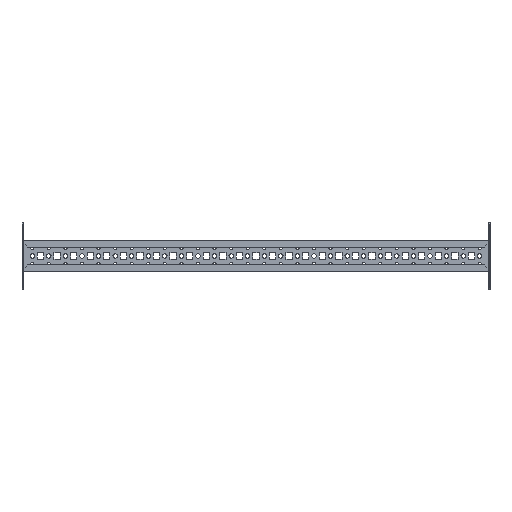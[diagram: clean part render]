
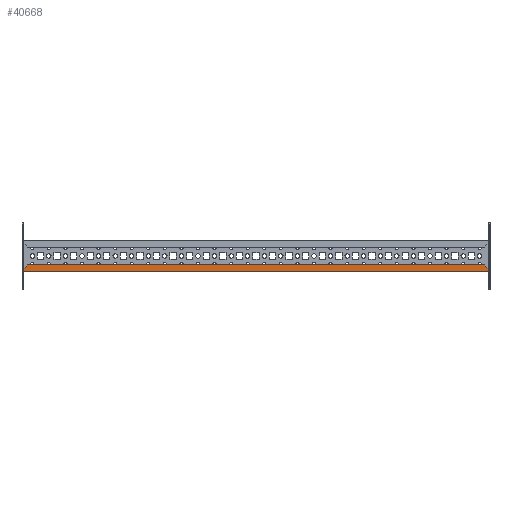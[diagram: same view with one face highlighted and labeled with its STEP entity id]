
A CAD part, front view. The second image highlights one B-rep face of the part: STEP entity #40668.
In plain terms, the highlighted planar face has unit normal (0, -1, 0).
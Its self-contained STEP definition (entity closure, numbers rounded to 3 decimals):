
#1054 = LINE ( 'NONE', #12867, #16461 ) ;
#2797 = DIRECTION ( 'NONE',  ( 0., 0., -1. ) ) ;
#4565 = VERTEX_POINT ( 'NONE', #35582 ) ;
#6228 = VERTEX_POINT ( 'NONE', #28797 ) ;
#7051 = EDGE_CURVE ( 'NONE', #40032, #4565, #28493, .T. ) ;
#7061 = LINE ( 'NONE', #21844, #34988 ) ;
#8346 = EDGE_CURVE ( 'NONE', #14130, #40032, #1054, .T. ) ;
#8662 = CARTESIAN_POINT ( 'NONE',  ( 350., -94., -18.5 ) ) ;
#8926 = CARTESIAN_POINT ( 'NONE',  ( 345., -94., -13.5 ) ) ;
#9037 = ORIENTED_EDGE ( 'NONE', *, *, #7051, .T. ) ;
#9145 = DIRECTION ( 'NONE',  ( -0.707, 0., -0.707 ) ) ;
#9907 = VECTOR ( 'NONE', #13211, 1000. ) ;
#10108 = LINE ( 'NONE', #48433, #44220 ) ;
#11731 = VERTEX_POINT ( 'NONE', #22473 ) ;
#11964 = ORIENTED_EDGE ( 'NONE', *, *, #19225, .T. ) ;
#12867 = CARTESIAN_POINT ( 'NONE',  ( 350., -94., 0. ) ) ;
#13211 = DIRECTION ( 'NONE',  ( -0.707, 0., 0.707 ) ) ;
#14130 = VERTEX_POINT ( 'NONE', #22592 ) ;
#15603 = ORIENTED_EDGE ( 'NONE', *, *, #48260, .T. ) ;
#15948 = LINE ( 'NONE', #23696, #18933 ) ;
#16282 = DIRECTION ( 'NONE',  ( 0., 0., -1. ) ) ;
#16461 = VECTOR ( 'NONE', #42939, 1000. ) ;
#17477 = ORIENTED_EDGE ( 'NONE', *, *, #46316, .T. ) ;
#18933 = VECTOR ( 'NONE', #9145, 1000. ) ;
#19225 = EDGE_CURVE ( 'NONE', #35945, #38844, #25561, .T. ) ;
#19319 = LINE ( 'NONE', #41879, #47453 ) ;
#20289 = CARTESIAN_POINT ( 'NONE',  ( 0., -94., 0. ) ) ;
#21446 = CARTESIAN_POINT ( 'NONE',  ( -350., -94., -23. ) ) ;
#21844 = CARTESIAN_POINT ( 'NONE',  ( -350., -94., 0. ) ) ;
#22473 = CARTESIAN_POINT ( 'NONE',  ( -350., -94., -20. ) ) ;
#22592 = CARTESIAN_POINT ( 'NONE',  ( 350., -94., -20. ) ) ;
#22838 = DIRECTION ( 'NONE',  ( 0., 0., -1. ) ) ;
#23301 = PLANE ( 'NONE',  #48950 ) ;
#23696 = CARTESIAN_POINT ( 'NONE',  ( -350., -94., -18.5 ) ) ;
#24499 = VERTEX_POINT ( 'NONE', #34944 ) ;
#24704 = CARTESIAN_POINT ( 'NONE',  ( 350., -94., -23. ) ) ;
#25414 = EDGE_CURVE ( 'NONE', #14130, #38844, #19319, .T. ) ;
#25561 = LINE ( 'NONE', #29074, #35684 ) ;
#26004 = LINE ( 'NONE', #45288, #49403 ) ;
#28493 = LINE ( 'NONE', #8926, #9907 ) ;
#28797 = CARTESIAN_POINT ( 'NONE',  ( -345., -94., -13.5 ) ) ;
#29074 = CARTESIAN_POINT ( 'NONE',  ( 0., -94., -23. ) ) ;
#29336 = EDGE_CURVE ( 'NONE', #11731, #35945, #10108, .T. ) ;
#30029 = DIRECTION ( 'NONE',  ( -1., 0., 0. ) ) ;
#32876 = ORIENTED_EDGE ( 'NONE', *, *, #25414, .F. ) ;
#33134 = DIRECTION ( 'NONE',  ( 0., 0., -1. ) ) ;
#34843 = DIRECTION ( 'NONE',  ( 0., 1., 0. ) ) ;
#34944 = CARTESIAN_POINT ( 'NONE',  ( -350., -94., -18.5 ) ) ;
#34988 = VECTOR ( 'NONE', #33134, 1000. ) ;
#35372 = EDGE_LOOP ( 'NONE', ( #39718, #17477, #15603, #47509, #11964, #32876, #37187, #9037 ) ) ;
#35582 = CARTESIAN_POINT ( 'NONE',  ( 345., -94., -13.5 ) ) ;
#35684 = VECTOR ( 'NONE', #44346, 1000. ) ;
#35945 = VERTEX_POINT ( 'NONE', #21446 ) ;
#37187 = ORIENTED_EDGE ( 'NONE', *, *, #8346, .T. ) ;
#38844 = VERTEX_POINT ( 'NONE', #24704 ) ;
#39718 = ORIENTED_EDGE ( 'NONE', *, *, #48590, .T. ) ;
#40032 = VERTEX_POINT ( 'NONE', #8662 ) ;
#40668 = ADVANCED_FACE ( 'NONE', ( #42119 ), #23301, .F. ) ;
#41879 = CARTESIAN_POINT ( 'NONE',  ( 350., -94., 0. ) ) ;
#42119 = FACE_OUTER_BOUND ( 'NONE', #35372, .T. ) ;
#42939 = DIRECTION ( 'NONE',  ( 0., 0., 1. ) ) ;
#44220 = VECTOR ( 'NONE', #2797, 1000. ) ;
#44346 = DIRECTION ( 'NONE',  ( 1., 0., 0. ) ) ;
#45288 = CARTESIAN_POINT ( 'NONE',  ( 0., -94., -13.5 ) ) ;
#46316 = EDGE_CURVE ( 'NONE', #6228, #24499, #15948, .T. ) ;
#47453 = VECTOR ( 'NONE', #22838, 1000. ) ;
#47509 = ORIENTED_EDGE ( 'NONE', *, *, #29336, .T. ) ;
#48260 = EDGE_CURVE ( 'NONE', #24499, #11731, #7061, .T. ) ;
#48433 = CARTESIAN_POINT ( 'NONE',  ( -350., -94., -20. ) ) ;
#48590 = EDGE_CURVE ( 'NONE', #4565, #6228, #26004, .T. ) ;
#48950 = AXIS2_PLACEMENT_3D ( 'NONE', #20289, #34843, #16282 ) ;
#49403 = VECTOR ( 'NONE', #30029, 1000. ) ;
